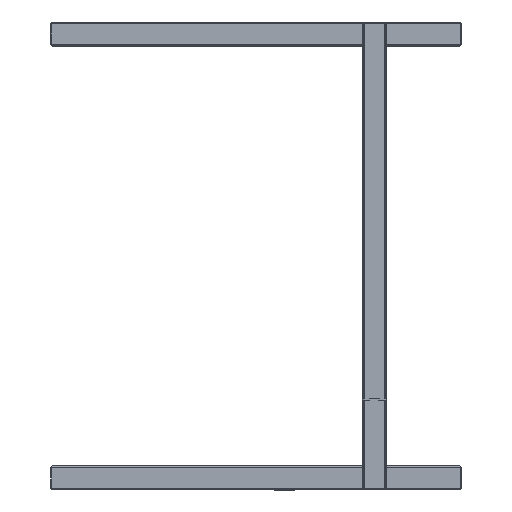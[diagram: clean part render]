
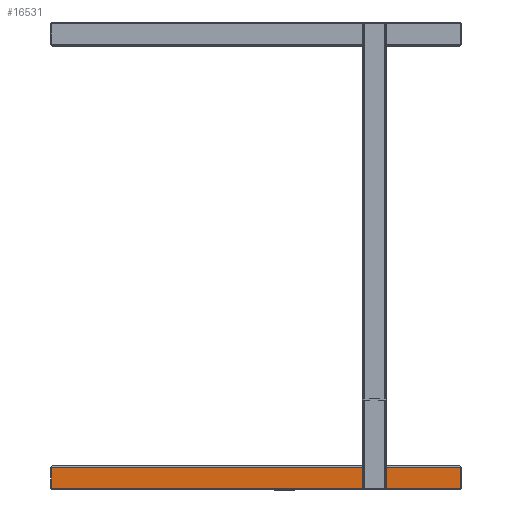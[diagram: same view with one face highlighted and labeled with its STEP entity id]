
A CAD part, left-side view. The second image highlights one B-rep face of the part: STEP entity #16531.
In plain terms, the highlighted planar face has unit normal (-1, 0, 0).
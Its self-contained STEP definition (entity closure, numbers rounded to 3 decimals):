
#208 = VECTOR ( 'NONE', #28169, 1000. ) ;
#247 = CARTESIAN_POINT ( 'NONE',  ( -1025., 540., -370. ) ) ;
#861 = EDGE_CURVE ( 'NONE', #28198, #18834, #20568, .T. ) ;
#1201 = CARTESIAN_POINT ( 'NONE',  ( -1025., 20.2, -370. ) ) ;
#2290 = DIRECTION ( 'NONE',  ( 1., 0., 0. ) ) ;
#2836 = VERTEX_POINT ( 'NONE', #1201 ) ;
#3538 = CARTESIAN_POINT ( 'NONE',  ( -1025., 540., -387. ) ) ;
#3692 = VECTOR ( 'NONE', #18866, 1000. ) ;
#5049 = CARTESIAN_POINT ( 'NONE',  ( -1025., 520., -353. ) ) ;
#5770 = VERTEX_POINT ( 'NONE', #10164 ) ;
#5975 = CARTESIAN_POINT ( 'NONE',  ( -1025., 520., -387. ) ) ;
#6572 = VECTOR ( 'NONE', #7303, 1000. ) ;
#6680 = AXIS2_PLACEMENT_3D ( 'NONE', #18496, #2290, #21024 ) ;
#7303 = DIRECTION ( 'NONE',  ( 0., -1., 0. ) ) ;
#7353 = CARTESIAN_POINT ( 'NONE',  ( -1025., 520., -387. ) ) ;
#7921 = CARTESIAN_POINT ( 'NONE',  ( -1025., -20., -353. ) ) ;
#8004 = EDGE_CURVE ( 'NONE', #19184, #17470, #29637, .T. ) ;
#8589 = ORIENTED_EDGE ( 'NONE', *, *, #861, .T. ) ;
#8668 = VECTOR ( 'NONE', #16509, 1000. ) ;
#8804 = DIRECTION ( 'NONE',  ( 0., 0., -1. ) ) ;
#9567 = LINE ( 'NONE', #247, #3692 ) ;
#9736 = CARTESIAN_POINT ( 'NONE',  ( -1025., 540., -353. ) ) ;
#10164 = CARTESIAN_POINT ( 'NONE',  ( -1025., -20., -370. ) ) ;
#10420 = EDGE_CURVE ( 'NONE', #5770, #13667, #28031, .T. ) ;
#10737 = CARTESIAN_POINT ( 'NONE',  ( -1025., 540., -353. ) ) ;
#11200 = EDGE_LOOP ( 'NONE', ( #18144, #16990, #26325, #29278, #28610, #29515, #26345, #8589 ) ) ;
#11961 = LINE ( 'NONE', #5049, #6572 ) ;
#12385 = CARTESIAN_POINT ( 'NONE',  ( -1025., 20.2, -353. ) ) ;
#12574 = LINE ( 'NONE', #5975, #20770 ) ;
#13667 = VERTEX_POINT ( 'NONE', #24689 ) ;
#14276 = PLANE ( 'NONE',  #6680 ) ;
#15252 = CARTESIAN_POINT ( 'NONE',  ( -1025., -145., -353. ) ) ;
#15837 = DIRECTION ( 'NONE',  ( 0., 0., 1. ) ) ;
#16509 = DIRECTION ( 'NONE',  ( 0., -1., 0. ) ) ;
#16531 = ADVANCED_FACE ( 'NONE', ( #16535 ), #14276, .F. ) ;
#16535 = FACE_OUTER_BOUND ( 'NONE', #11200, .T. ) ;
#16990 = ORIENTED_EDGE ( 'NONE', *, *, #20666, .T. ) ;
#17470 = VERTEX_POINT ( 'NONE', #19484 ) ;
#17525 = DIRECTION ( 'NONE',  ( 0., -1., 0. ) ) ;
#18083 = LINE ( 'NONE', #10737, #23679 ) ;
#18144 = ORIENTED_EDGE ( 'NONE', *, *, #28929, .T. ) ;
#18496 = CARTESIAN_POINT ( 'NONE',  ( -1025., 520., -353. ) ) ;
#18834 = VERTEX_POINT ( 'NONE', #22058 ) ;
#18866 = DIRECTION ( 'NONE',  ( 0., -1., 0. ) ) ;
#18985 = DIRECTION ( 'NONE',  ( 0., 0., 1. ) ) ;
#19184 = VERTEX_POINT ( 'NONE', #15252 ) ;
#19484 = CARTESIAN_POINT ( 'NONE',  ( -1025., -145., -387. ) ) ;
#20568 = LINE ( 'NONE', #7353, #8668 ) ;
#20634 = EDGE_CURVE ( 'NONE', #25367, #19184, #11961, .T. ) ;
#20666 = EDGE_CURVE ( 'NONE', #2836, #5770, #9567, .T. ) ;
#20770 = VECTOR ( 'NONE', #17525, 1000. ) ;
#21024 = DIRECTION ( 'NONE',  ( 0., 0., -1. ) ) ;
#22058 = CARTESIAN_POINT ( 'NONE',  ( -1025., 20.2, -387. ) ) ;
#22790 = VECTOR ( 'NONE', #18985, 1000. ) ;
#23679 = VECTOR ( 'NONE', #15837, 1000. ) ;
#23775 = LINE ( 'NONE', #12385, #22790 ) ;
#24689 = CARTESIAN_POINT ( 'NONE',  ( -1025., -20., -387. ) ) ;
#24871 = VECTOR ( 'NONE', #8804, 1000. ) ;
#25367 = VERTEX_POINT ( 'NONE', #9736 ) ;
#25544 = EDGE_CURVE ( 'NONE', #13667, #17470, #12574, .T. ) ;
#26096 = EDGE_CURVE ( 'NONE', #28198, #25367, #18083, .T. ) ;
#26325 = ORIENTED_EDGE ( 'NONE', *, *, #10420, .T. ) ;
#26345 = ORIENTED_EDGE ( 'NONE', *, *, #26096, .F. ) ;
#28031 = LINE ( 'NONE', #7921, #208 ) ;
#28169 = DIRECTION ( 'NONE',  ( 0., 0., -1. ) ) ;
#28198 = VERTEX_POINT ( 'NONE', #3538 ) ;
#28610 = ORIENTED_EDGE ( 'NONE', *, *, #8004, .F. ) ;
#28929 = EDGE_CURVE ( 'NONE', #18834, #2836, #23775, .T. ) ;
#29052 = CARTESIAN_POINT ( 'NONE',  ( -1025., -145., -387. ) ) ;
#29278 = ORIENTED_EDGE ( 'NONE', *, *, #25544, .T. ) ;
#29515 = ORIENTED_EDGE ( 'NONE', *, *, #20634, .F. ) ;
#29637 = LINE ( 'NONE', #29052, #24871 ) ;
